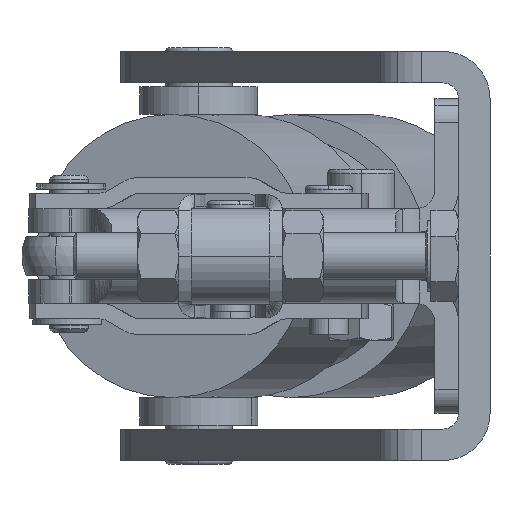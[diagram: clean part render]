
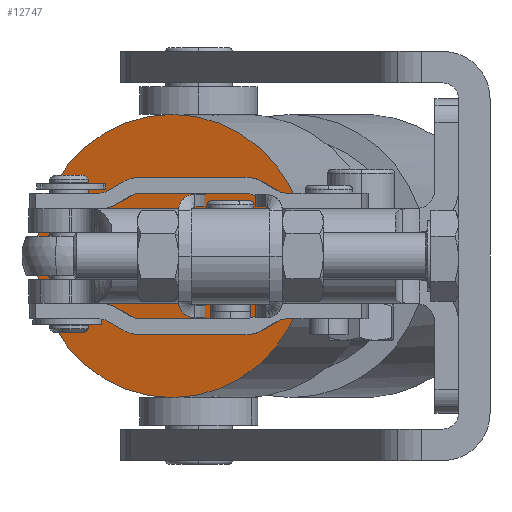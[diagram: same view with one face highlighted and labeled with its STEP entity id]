
A CAD part, left-side view. The second image highlights one B-rep face of the part: STEP entity #12747.
In plain terms, the highlighted face is planar.
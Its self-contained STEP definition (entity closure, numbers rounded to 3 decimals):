
#11098=CARTESIAN_POINT('',(-0.08,11.253,0.0));
#11099=VERTEX_POINT('',#11098);
#11108=CARTESIAN_POINT('',(-0.08,-24.747,0.));
#11109=VERTEX_POINT('',#11108);
#11110=CARTESIAN_POINT('',(-0.08,-6.747,0.0));
#11111=DIRECTION('',(1.0,0.0,0.0));
#11112=DIRECTION('',(0.0,1.0,0.0));
#11113=AXIS2_PLACEMENT_3D('',#11110,#11111,#11112);
#11114=CIRCLE('',#11113,18.0);
#11115=EDGE_CURVE('',#11099,#11109,#11114,.T.);
#11920=CARTESIAN_POINT('',(-0.08,-0.747,0.0));
#11921=VERTEX_POINT('',#11920);
#11963=CARTESIAN_POINT('',(-0.08,-12.747,0.));
#11964=VERTEX_POINT('',#11963);
#11971=CARTESIAN_POINT('',(-0.08,-6.747,0.0));
#11972=DIRECTION('',(1.0,0.0,0.0));
#11973=DIRECTION('',(0.0,1.0,0.0));
#11974=AXIS2_PLACEMENT_3D('',#11971,#11972,#11973);
#11975=CIRCLE('',#11974,6.0);
#11976=EDGE_CURVE('',#11921,#11964,#11975,.T.);
#12193=CARTESIAN_POINT('',(-0.08,-6.747,0.0));
#12194=DIRECTION('',(1.0,0.0,0.0));
#12195=DIRECTION('',(0.0,1.0,0.0));
#12196=AXIS2_PLACEMENT_3D('',#12193,#12194,#12195);
#12197=CIRCLE('',#12196,6.0);
#12198=EDGE_CURVE('',#11964,#11921,#12197,.T.);
#12728=CARTESIAN_POINT('',(-0.08,5.253,0.0));
#12729=DIRECTION('',(-1.0,0.0,0.0));
#12730=DIRECTION('',(0.0,0.0,1.0));
#12731=AXIS2_PLACEMENT_3D('',#12728,#12729,#12730);
#12732=PLANE('',#12731);
#12733=ORIENTED_EDGE('',*,*,#11115,.F.);
#12734=CARTESIAN_POINT('',(-0.08,-6.747,0.0));
#12735=DIRECTION('',(1.0,0.0,0.0));
#12736=DIRECTION('',(0.0,1.0,0.0));
#12737=AXIS2_PLACEMENT_3D('',#12734,#12735,#12736);
#12738=CIRCLE('',#12737,18.0);
#12739=EDGE_CURVE('',#11109,#11099,#12738,.T.);
#12740=ORIENTED_EDGE('',*,*,#12739,.F.);
#12741=EDGE_LOOP('',(#12733,#12740));
#12742=FACE_OUTER_BOUND('',#12741,.T.);
#12743=ORIENTED_EDGE('',*,*,#11976,.T.);
#12744=ORIENTED_EDGE('',*,*,#12198,.T.);
#12745=EDGE_LOOP('',(#12743,#12744));
#12746=FACE_BOUND('',#12745,.T.);
#12747=ADVANCED_FACE('',(#12742,#12746),#12732,.T.);
